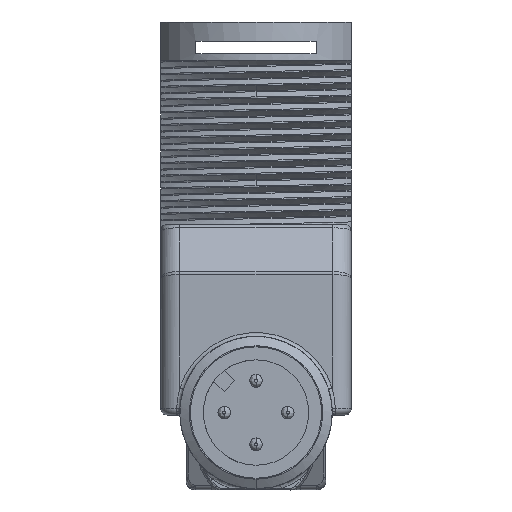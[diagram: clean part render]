
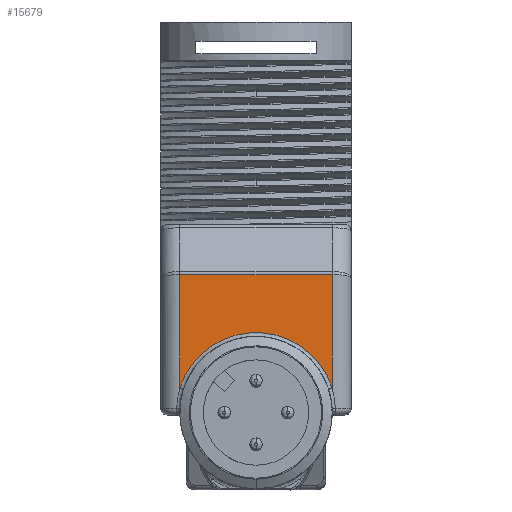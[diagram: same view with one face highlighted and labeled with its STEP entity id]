
A CAD part, front view. The second image highlights one B-rep face of the part: STEP entity #15679.
In plain terms, the highlighted planar face has unit normal (0, -1, 0).
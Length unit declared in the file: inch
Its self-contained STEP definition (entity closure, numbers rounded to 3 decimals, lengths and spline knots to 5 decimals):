
#1095=DIRECTION('',(0.,0.,-1.));
#1096=VECTOR('',#1095,0.35217);
#1097=CARTESIAN_POINT('',(-0.23622,-0.67913,
0.14827));
#1098=LINE('',#1097,#1096);
#1107=DIRECTION('',(0.,0.,1.));
#1108=VECTOR('',#1107,0.35217);
#1109=CARTESIAN_POINT('',(0.23622,-0.67913,
-0.2039));
#1110=LINE('',#1109,#1108);
#4992=CARTESIAN_POINT('',(-0.23622,-0.67913,
-0.2039));
#5014=CARTESIAN_POINT('',(0.,-0.67913,-0.27953));
#5015=DIRECTION('',(0.,-1.,0.));
#5016=DIRECTION('',(0.952,0.,0.305));
#5017=AXIS2_PLACEMENT_3D('',#5014,#5015,#5016);
#6708=DIRECTION('',(-1.,0.,0.));
#6709=VECTOR('',#6708,0.47244);
#6710=CARTESIAN_POINT('',(0.23622,-0.67913,
0.14827));
#6711=LINE('',#6710,#6709);
#6721=CARTESIAN_POINT('',(-0.23622,-0.67913,
0.14827));
#13685=VERTEX_POINT('',#6721);
#13688=CARTESIAN_POINT('',(0.23622,-0.67913,
0.14827));
#13689=VERTEX_POINT('',#13688);
#14878=VERTEX_POINT('',#4992);
#14882=CARTESIAN_POINT('',(0.23622,-0.67913,
-0.2039));
#14883=VERTEX_POINT('',#14882);
#15665=CARTESIAN_POINT('',(0.29528,-0.67913,0.));
#15666=DIRECTION('',(0.,-1.,0.));
#15667=DIRECTION('',(0.,0.,1.));
#15668=AXIS2_PLACEMENT_3D('',#15665,#15666,#15667);
#15669=PLANE('',#15668);
#15671=ORIENTED_EDGE('',*,*,#15670,.F.);
#15673=ORIENTED_EDGE('',*,*,#15672,.T.);
#15674=ORIENTED_EDGE('',*,*,#15653,.F.);
#15676=ORIENTED_EDGE('',*,*,#15675,.F.);
#15677=EDGE_LOOP('',(#15671,#15673,#15674,#15676));
#15678=FACE_OUTER_BOUND('',#15677,.F.);
#15679=ADVANCED_FACE('',(#15678),#15669,.T.);
#5018=CIRCLE('',#5017,0.24803);
#15653=EDGE_CURVE('',#13685,#14878,#1098,.T.);
#15670=EDGE_CURVE('',#14883,#13689,#1110,.T.);
#15672=EDGE_CURVE('',#14883,#14878,#5018,.T.);
#15675=EDGE_CURVE('',#13689,#13685,#6711,.T.);
